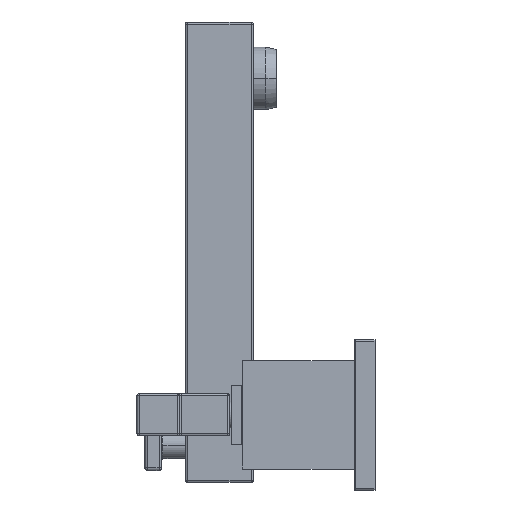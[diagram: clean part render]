
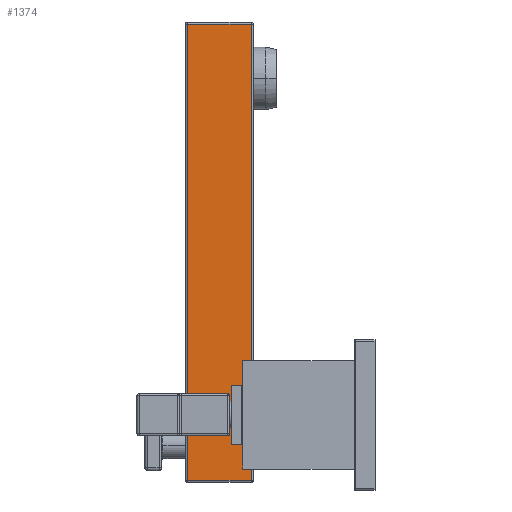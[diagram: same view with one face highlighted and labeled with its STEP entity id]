
A CAD part, left-side view. The second image highlights one B-rep face of the part: STEP entity #1374.
In plain terms, the highlighted planar face has unit normal (-1, 0, 0).
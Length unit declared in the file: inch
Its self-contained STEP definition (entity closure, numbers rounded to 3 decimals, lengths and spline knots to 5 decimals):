
#330=DIRECTION('',(0.,0.,-1.));
#331=VECTOR('',#330,6.74);
#332=CARTESIAN_POINT('',(-1.,2.768,5.771));
#333=LINE('',#332,#331);
#349=DIRECTION('',(0.,1.,0.));
#350=VECTOR('',#349,0.94);
#351=CARTESIAN_POINT('',(-1.,1.828,5.771));
#352=LINE('',#351,#350);
#361=DIRECTION('',(0.,-1.,0.));
#362=VECTOR('',#361,0.94);
#363=CARTESIAN_POINT('',(-1.,2.768,-0.969));
#364=LINE('',#363,#362);
#388=DIRECTION('',(0.,0.,1.));
#389=VECTOR('',#388,6.74);
#390=CARTESIAN_POINT('',(-1.,1.828,-0.969));
#391=LINE('',#390,#389);
#680=CARTESIAN_POINT('',(-1.,2.768,-0.969));
#681=CARTESIAN_POINT('',(-1.,1.828,-0.969));
#682=VERTEX_POINT('',#680);
#683=VERTEX_POINT('',#681);
#684=CARTESIAN_POINT('',(-1.,2.768,5.771));
#685=VERTEX_POINT('',#684);
#686=CARTESIAN_POINT('',(-1.,1.828,5.771));
#687=VERTEX_POINT('',#686);
#1361=CARTESIAN_POINT('',(-1.,2.298,-0.999));
#1362=DIRECTION('',(1.,0.,0.));
#1363=DIRECTION('',(0.,0.,-1.));
#1364=AXIS2_PLACEMENT_3D('',#1361,#1362,#1363);
#1365=PLANE('',#1364);
#1367=ORIENTED_EDGE('',*,*,#1366,.F.);
#1368=ORIENTED_EDGE('',*,*,#1328,.F.);
#1369=ORIENTED_EDGE('',*,*,#1351,.F.);
#1371=ORIENTED_EDGE('',*,*,#1370,.F.);
#1372=EDGE_LOOP('',(#1367,#1368,#1369,#1371));
#1373=FACE_OUTER_BOUND('',#1372,.F.);
#1374=ADVANCED_FACE('',(#1373),#1365,.F.);
#1328=EDGE_CURVE('',#685,#682,#333,.T.);
#1351=EDGE_CURVE('',#687,#685,#352,.T.);
#1366=EDGE_CURVE('',#682,#683,#364,.T.);
#1370=EDGE_CURVE('',#683,#687,#391,.T.);
